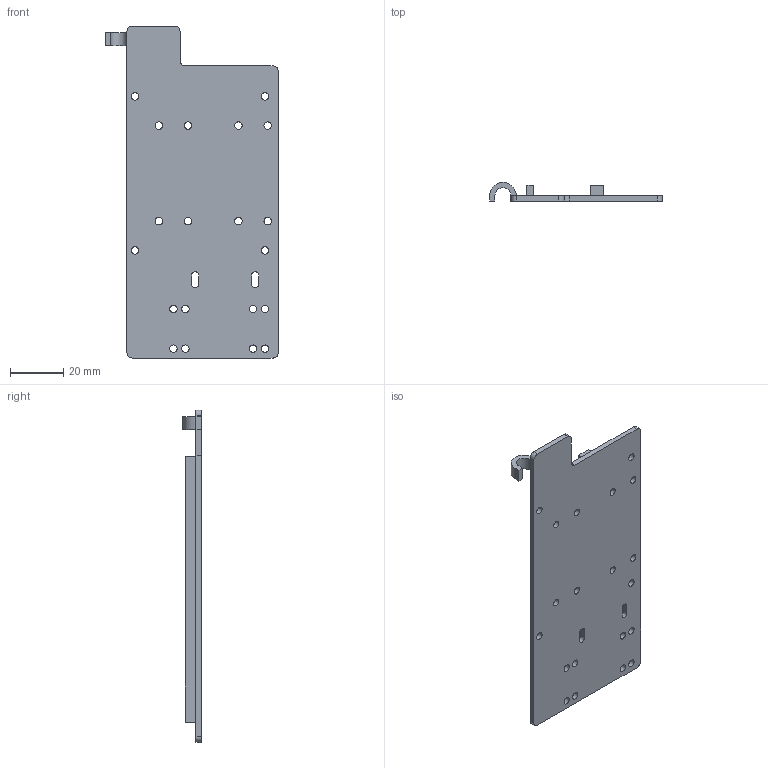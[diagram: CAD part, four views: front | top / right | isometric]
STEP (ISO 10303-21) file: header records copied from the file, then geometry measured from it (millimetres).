
FILE_DESCRIPTION(('FreeCAD Model'),'2;1');
FILE_NAME( 'pi3_base_plate.step', '2018-09-11T21:28:47',('Author'),(''), 'Open CASCADE STEP processor 7.3','FreeCAD','Unknown');
FILE_SCHEMA(('AUTOMOTIVE_DESIGN { 1 0 10303 214 1 1 1 1 }'));
Length unit declared in the file: millimetre
Products named in the file (1): Pad020
Bounding box: 65 x 7 x 125 mm (x, y, z)
Volume: 15974.9 mm3; surface area: 15823.4 mm2
Topology: 1 solids, 1 shells, 60 faces, 166 edges, 110 vertices
Faces by surface type: cylinder 32, plane 28
Full cylindrical faces by diameter (mm): 2.8 x20
Entity records: 4385 total; most frequent: CARTESIAN_POINT 1029, DIRECTION 624, LINE 370, VECTOR 370, ORIENTED_EDGE 332, PCURVE 332, DEFINITIONAL_REPRESENTATION 332, EDGE_CURVE 166
